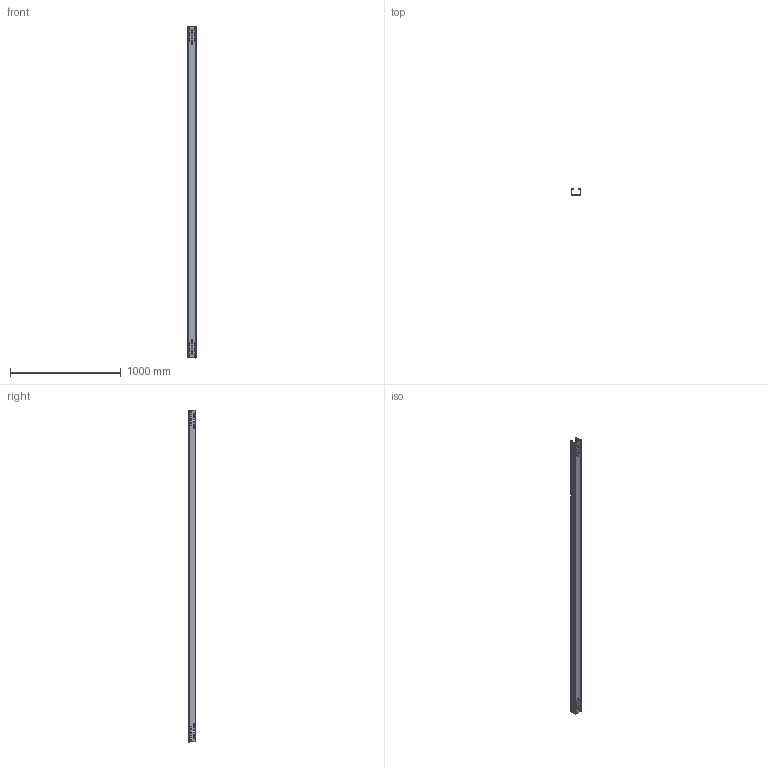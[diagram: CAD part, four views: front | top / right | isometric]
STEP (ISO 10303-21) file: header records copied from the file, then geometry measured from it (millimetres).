
FILE_DESCRIPTION(/* description */ (''),/* implementation_level */ '2;1');
FILE_NAME(/* name */ '6055893',/* time_stamp */ '2015-07-03T10:49:27+02:00',/* author */ (''),/* organization */ (''),/* preprocessor_version */ 'ST-DEVELOPER v15',/* originating_system */ '',/* authorisation */ '');
FILE_SCHEMA (('CONFIG_CONTROL_DESIGN'));
Length unit declared in the file: millimetre
Products named in the file (1): Document
Bounding box: 75 x 59.49 x 3000 mm (x, y, z)
Volume: 470862.7 mm3; surface area: 1309460.1 mm2
Topology: 1 solids, 1 shells, 240 faces, 690 edges, 452 vertices
Faces by surface type: bspline 134, plane 106
Entity records: 9078 total; most frequent: CARTESIAN_POINT 4836, ORIENTED_EDGE 1380, EDGE_CURVE 690, VERTEX_POINT 452, B_SPLINE_CURVE_WITH_KNOTS 422, EDGE_LOOP 324, ADVANCED_FACE 240, FACE_OUTER_BOUND 240
